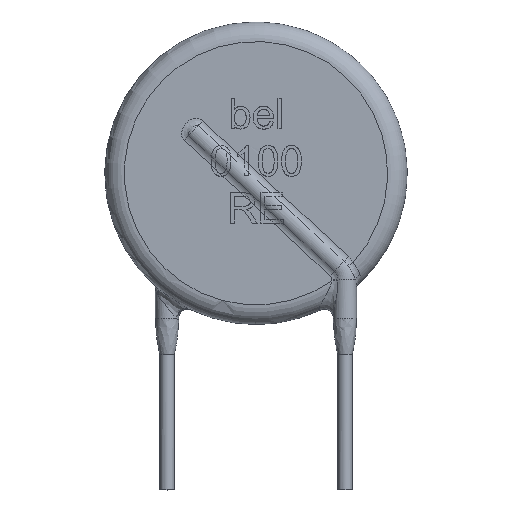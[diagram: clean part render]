
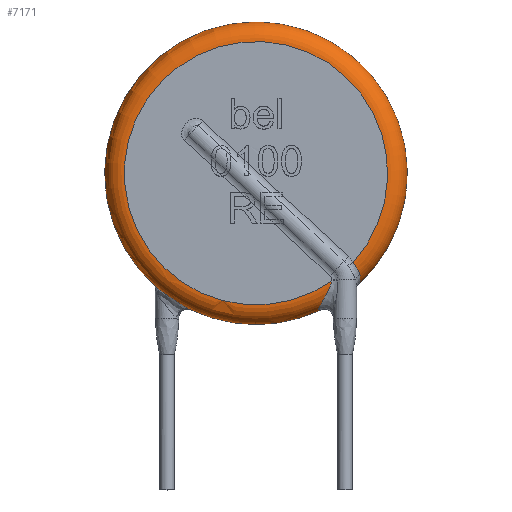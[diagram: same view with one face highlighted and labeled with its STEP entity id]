
A CAD part, top view. The second image highlights one B-rep face of the part: STEP entity #7171.
In plain terms, the highlighted toroidal (fillet/blend) face has major radius 7.4 mm and minor radius 1.1 mm.
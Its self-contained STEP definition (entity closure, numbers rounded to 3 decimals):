
#61=TOROIDAL_SURFACE('',#7449,7.4,1.1);
#73=CIRCLE('',#7364,7.4);
#107=CIRCLE('',#7432,8.5);
#115=CIRCLE('',#7450,8.5);
#2336=ORIENTED_EDGE('',*,*,#3137,.T.);
#2337=ORIENTED_EDGE('',*,*,#3197,.T.);
#2338=ORIENTED_EDGE('',*,*,#3178,.T.);
#2339=ORIENTED_EDGE('',*,*,#3182,.T.);
#2340=ORIENTED_EDGE('',*,*,#3049,.T.);
#2341=ORIENTED_EDGE('',*,*,#3183,.T.);
#2342=ORIENTED_EDGE('',*,*,#3163,.T.);
#2343=ORIENTED_EDGE('',*,*,#3156,.T.);
#3049=EDGE_CURVE('',#3633,#3632,#73,.T.);
#3137=EDGE_CURVE('',#3689,#3691,#4049,.T.);
#3156=EDGE_CURVE('',#3701,#3689,#107,.T.);
#3163=EDGE_CURVE('',#3705,#3701,#4069,.T.);
#3178=EDGE_CURVE('',#3712,#3714,#4084,.T.);
#3182=EDGE_CURVE('',#3714,#3633,#4088,.T.);
#3183=EDGE_CURVE('',#3632,#3705,#4089,.T.);
#3197=EDGE_CURVE('',#3691,#3712,#115,.T.);
#3632=VERTEX_POINT('',#11970);
#3633=VERTEX_POINT('',#11972);
#3689=VERTEX_POINT('',#12635);
#3691=VERTEX_POINT('',#12686);
#3701=VERTEX_POINT('',#12942);
#3705=VERTEX_POINT('',#13096);
#3712=VERTEX_POINT('',#13271);
#3714=VERTEX_POINT('',#13322);
#4049=B_SPLINE_CURVE_WITH_KNOTS('',3,(#12688,#12689,#12690,#12691,#12692,
#12693),.UNSPECIFIED.,.F.,.F.,(4,1,1,4),(0.,0.5,0.75,1.),.UNSPECIFIED.);
#4069=B_SPLINE_CURVE_WITH_KNOTS('',3,(#13087,#13088,#13089,#13090,#13091,
#13092,#13093,#13094,#13095),.UNSPECIFIED.,.F.,.F.,(4,1,1,1,1,1,4),(0.,
0.25,0.375,0.5,0.625,0.75,1.),.UNSPECIFIED.);
#4084=B_SPLINE_CURVE_WITH_KNOTS('',3,(#13324,#13325,#13326,#13327),
 .UNSPECIFIED.,.F.,.F.,(4,4),(0.,1.),.UNSPECIFIED.);
#4088=B_SPLINE_CURVE_WITH_KNOTS('',3,(#13387,#13388,#13389,#13390,#13391,
#13392,#13393,#13394,#13395,#13396,#13397,#13398,#13399,#13400,#13401),
 .UNSPECIFIED.,.F.,.F.,(4,1,1,1,1,1,1,1,1,1,1,1,4),(0.,0.25,0.375,0.438,
0.469,0.5,0.531,0.563,0.625,0.688,0.75,0.875,1.),.UNSPECIFIED.);
#4089=B_SPLINE_CURVE_WITH_KNOTS('',3,(#13418,#13419,#13420,#13421,#13422,
#13423,#13424),.UNSPECIFIED.,.F.,.F.,(4,1,1,1,4),(0.,0.25,0.5,0.75,1.),
 .UNSPECIFIED.);
#4387=EDGE_LOOP('',(#2336,#2337,#2338,#2339,#2340,#2341,#2342,#2343));
#4706=FACE_BOUND('',#4387,.T.);
#7171=ADVANCED_FACE('',(#4706),#61,.T.);
#7364=AXIS2_PLACEMENT_3D('',#11971,#8030,#8031);
#7432=AXIS2_PLACEMENT_3D('',#12941,#8188,#8189);
#7449=AXIS2_PLACEMENT_3D('',#13521,#8224,#8225);
#7450=AXIS2_PLACEMENT_3D('',#13522,#8226,#8227);
#8030=DIRECTION('',(0.,0.,-1.));
#8031=DIRECTION('',(1.,0.,0.));
#8188=DIRECTION('',(0.,0.,1.));
#8189=DIRECTION('',(1.,0.,0.));
#8224=DIRECTION('',(0.,0.,1.));
#8225=DIRECTION('',(-0.62,0.785,0.));
#8226=DIRECTION('',(0.,0.,1.));
#8227=DIRECTION('',(1.,0.,0.));
#11970=CARTESIAN_POINT('',(5.459,-4.996,1.15));
#11971=CARTESIAN_POINT('',(0.,0.,1.15));
#11972=CARTESIAN_POINT('',(4.25,-6.058,1.15));
#12635=CARTESIAN_POINT('',(-5.567,-6.423,0.05));
#12686=CARTESIAN_POINT('',(-3.773,-7.617,0.05));
#12688=CARTESIAN_POINT('',(-5.567,-6.423,0.05));
#12689=CARTESIAN_POINT('',(-5.347,-6.614,0.233));
#12690=CARTESIAN_POINT('',(-4.846,-6.936,0.389));
#12691=CARTESIAN_POINT('',(-4.192,-7.374,0.296));
#12692=CARTESIAN_POINT('',(-3.885,-7.561,0.143));
#12693=CARTESIAN_POINT('',(-3.773,-7.617,0.05));
#12941=CARTESIAN_POINT('',(0.,0.,0.05));
#12942=CARTESIAN_POINT('',(5.638,-6.361,0.05));
#13087=CARTESIAN_POINT('',(5.829,-5.681,0.864));
#13088=CARTESIAN_POINT('',(5.858,-5.775,0.786));
#13089=CARTESIAN_POINT('',(5.877,-5.883,0.67));
#13090=CARTESIAN_POINT('',(5.872,-5.989,0.536));
#13091=CARTESIAN_POINT('',(5.868,-6.027,0.486));
#13092=CARTESIAN_POINT('',(5.832,-6.132,0.347));
#13093=CARTESIAN_POINT('',(5.765,-6.236,0.205));
#13094=CARTESIAN_POINT('',(5.693,-6.313,0.106));
#13095=CARTESIAN_POINT('',(5.638,-6.361,0.05));
#13096=CARTESIAN_POINT('',(5.829,-5.681,0.864));
#13271=CARTESIAN_POINT('',(3.703,-7.651,0.05));
#13322=CARTESIAN_POINT('',(3.52,-7.664,0.426));
#13324=CARTESIAN_POINT('',(3.703,-7.651,0.05));
#13325=CARTESIAN_POINT('',(3.592,-7.705,0.164));
#13326=CARTESIAN_POINT('',(3.529,-7.712,0.296));
#13327=CARTESIAN_POINT('',(3.52,-7.664,0.426));
#13387=CARTESIAN_POINT('',(3.52,-7.664,0.426));
#13388=CARTESIAN_POINT('',(3.513,-7.626,0.528));
#13389=CARTESIAN_POINT('',(3.554,-7.518,0.682));
#13390=CARTESIAN_POINT('',(3.674,-7.297,0.842));
#13391=CARTESIAN_POINT('',(3.752,-7.157,0.915));
#13392=CARTESIAN_POINT('',(3.797,-7.077,0.952));
#13393=CARTESIAN_POINT('',(3.844,-6.993,0.985));
#13394=CARTESIAN_POINT('',(3.849,-6.983,0.988));
#13395=CARTESIAN_POINT('',(3.879,-6.931,1.007));
#13396=CARTESIAN_POINT('',(3.923,-6.853,1.032));
#13397=CARTESIAN_POINT('',(3.992,-6.725,1.069));
#13398=CARTESIAN_POINT('',(4.111,-6.479,1.12));
#13399=CARTESIAN_POINT('',(4.196,-6.261,1.145));
#13400=CARTESIAN_POINT('',(4.237,-6.117,1.15));
#13401=CARTESIAN_POINT('',(4.25,-6.058,1.15));
#13418=CARTESIAN_POINT('',(5.459,-4.996,1.15));
#13419=CARTESIAN_POINT('',(5.476,-5.031,1.15));
#13420=CARTESIAN_POINT('',(5.528,-5.123,1.149));
#13421=CARTESIAN_POINT('',(5.673,-5.358,1.088));
#13422=CARTESIAN_POINT('',(5.791,-5.573,0.956));
#13423=CARTESIAN_POINT('',(5.82,-5.651,0.889));
#13424=CARTESIAN_POINT('',(5.829,-5.681,0.864));
#13521=CARTESIAN_POINT('',(0.,0.,0.05));
#13522=CARTESIAN_POINT('',(0.,0.,0.05));
